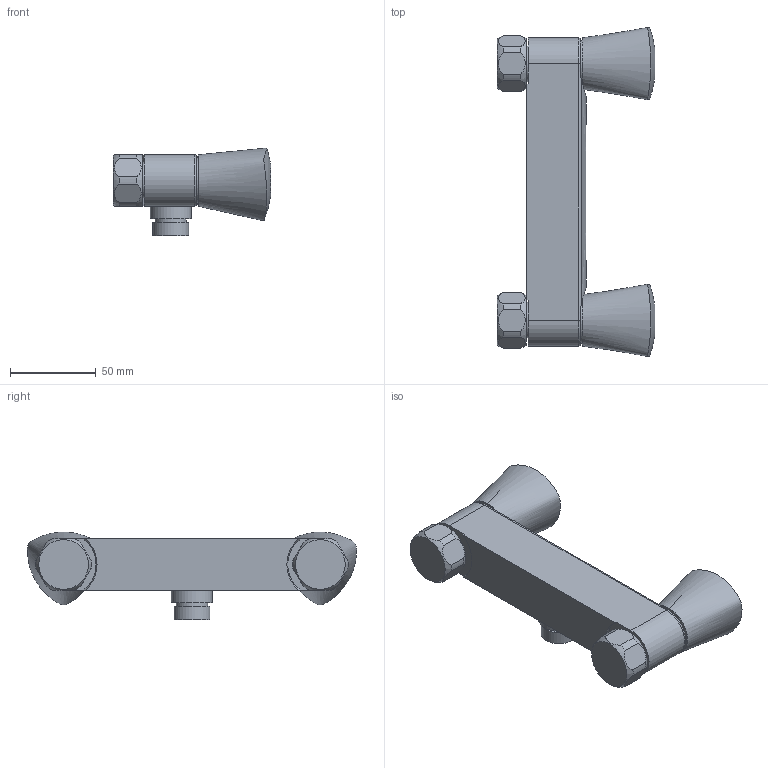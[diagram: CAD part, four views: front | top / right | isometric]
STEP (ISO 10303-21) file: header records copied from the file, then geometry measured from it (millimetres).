
FILE_DESCRIPTION(/* description */ ('Unknown'),/* implementation_level */ '2;1');
FILE_NAME(/* name */ '26318001',/* time_stamp */ '2022-09-09T06:29:17+02:00',/* author */ ('Unknown'),/* organization */ ('GROHE AG'),/* preprocessor_version */ 'ST-DEVELOPER v16.7',/* originating_system */ 'DEX',/* authorisation */ $);
FILE_SCHEMA (('AUTOMOTIVE_DESIGN {1 0 10303 214 3 1 1}'));
Length unit declared in the file: millimetre
Products named in the file (2): 26318001; id11
Assembly tree (1 placements, depth 2):
  26318001
    id11
Bounding box: 91.98 x 192.34 x 51.33 mm (x, y, z)
Volume: 25604.6 mm3; surface area: 44811.3 mm2
Topology: 2 solids, 10 shells, 74 faces, 197 edges, 130 vertices
Faces by surface type: plane 30, cylinder 21, bspline 11, torus 6, cone 6
Full cylindrical faces by diameter (mm): 18.3 x1, 20.955 x1, 21 x2, 24 x1
Entity records: 3593 total; most frequent: CARTESIAN_POINT 1899, ORIENTED_EDGE 305, DIRECTION 288, EDGE_CURVE 162, AXIS2_PLACEMENT_3D 127, VERTEX_POINT 118, EDGE_LOOP 97, FACE_BOUND 97
